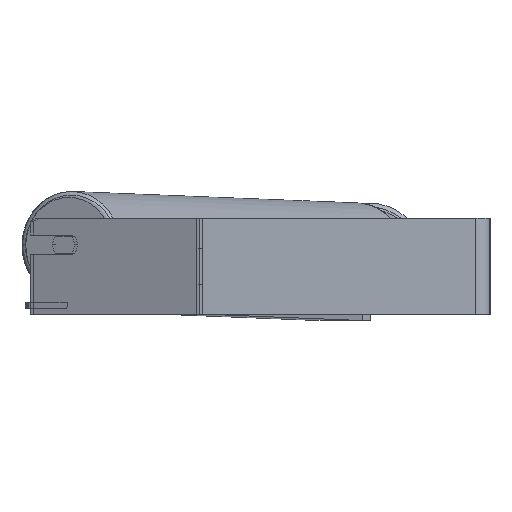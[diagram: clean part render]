
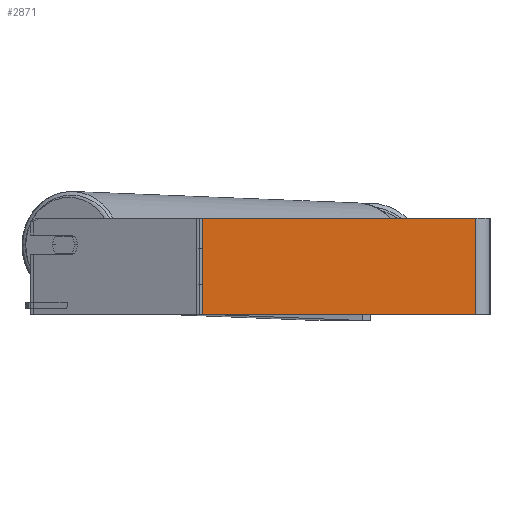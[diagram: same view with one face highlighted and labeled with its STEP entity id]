
A CAD part, left-side view. The second image highlights one B-rep face of the part: STEP entity #2871.
In plain terms, the highlighted planar face has unit normal (-1, 0, 0).
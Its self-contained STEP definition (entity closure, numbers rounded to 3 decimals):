
#182 = ORIENTED_EDGE ( 'NONE', *, *, #1923, .T. ) ;
#206 = EDGE_CURVE ( 'NONE', #7283, #4702, #1306, .T. ) ;
#268 = DIRECTION ( 'NONE',  ( 0., 0., -1. ) ) ;
#298 = CARTESIAN_POINT ( 'NONE',  ( -900., 12., 40. ) ) ;
#421 = VERTEX_POINT ( 'NONE', #7858 ) ;
#591 = CARTESIAN_POINT ( 'NONE',  ( -900., 12., 40. ) ) ;
#1181 = AXIS2_PLACEMENT_3D ( 'NONE', #8024, #5790, #1461 ) ;
#1306 = LINE ( 'NONE', #591, #2811 ) ;
#1461 = DIRECTION ( 'NONE',  ( 0., 0., -1. ) ) ;
#1528 = DIRECTION ( 'NONE',  ( 0., -1., 0. ) ) ;
#1841 = ORIENTED_EDGE ( 'NONE', *, *, #2564, .F. ) ;
#1923 = EDGE_CURVE ( 'NONE', #421, #8391, #8951, .T. ) ;
#2193 = LINE ( 'NONE', #7226, #8018 ) ;
#2273 = PLANE ( 'NONE',  #1181 ) ;
#2564 = EDGE_CURVE ( 'NONE', #421, #7283, #2193, .T. ) ;
#2811 = VECTOR ( 'NONE', #5672, 1000. ) ;
#2871 = ADVANCED_FACE ( 'NONE', ( #5175 ), #2273, .F. ) ;
#3258 = ORIENTED_EDGE ( 'NONE', *, *, #206, .F. ) ;
#4057 = CARTESIAN_POINT ( 'NONE',  ( -900., 12., -40. ) ) ;
#4528 = EDGE_CURVE ( 'NONE', #8391, #4702, #4589, .T. ) ;
#4589 = LINE ( 'NONE', #6130, #8493 ) ;
#4702 = VERTEX_POINT ( 'NONE', #4057 ) ;
#5175 = FACE_OUTER_BOUND ( 'NONE', #8256, .T. ) ;
#5672 = DIRECTION ( 'NONE',  ( 0., 0., -1. ) ) ;
#5790 = DIRECTION ( 'NONE',  ( 1., 0., 0. ) ) ;
#6045 = CARTESIAN_POINT ( 'NONE',  ( -900., 239.036, 40. ) ) ;
#6130 = CARTESIAN_POINT ( 'NONE',  ( -900., 241.696, -40. ) ) ;
#7226 = CARTESIAN_POINT ( 'NONE',  ( -900., 241.696, 40. ) ) ;
#7242 = ORIENTED_EDGE ( 'NONE', *, *, #4528, .T. ) ;
#7283 = VERTEX_POINT ( 'NONE', #298 ) ;
#7582 = DIRECTION ( 'NONE',  ( 0., -1., 0. ) ) ;
#7858 = CARTESIAN_POINT ( 'NONE',  ( -900., 239.036, 40. ) ) ;
#8018 = VECTOR ( 'NONE', #1528, 1000. ) ;
#8024 = CARTESIAN_POINT ( 'NONE',  ( -900., 241.696, 40. ) ) ;
#8256 = EDGE_LOOP ( 'NONE', ( #7242, #3258, #1841, #182 ) ) ;
#8391 = VERTEX_POINT ( 'NONE', #8876 ) ;
#8493 = VECTOR ( 'NONE', #7582, 1000. ) ;
#8876 = CARTESIAN_POINT ( 'NONE',  ( -900., 239.036, -40. ) ) ;
#8951 = LINE ( 'NONE', #6045, #9053 ) ;
#9053 = VECTOR ( 'NONE', #268, 1000. ) ;
